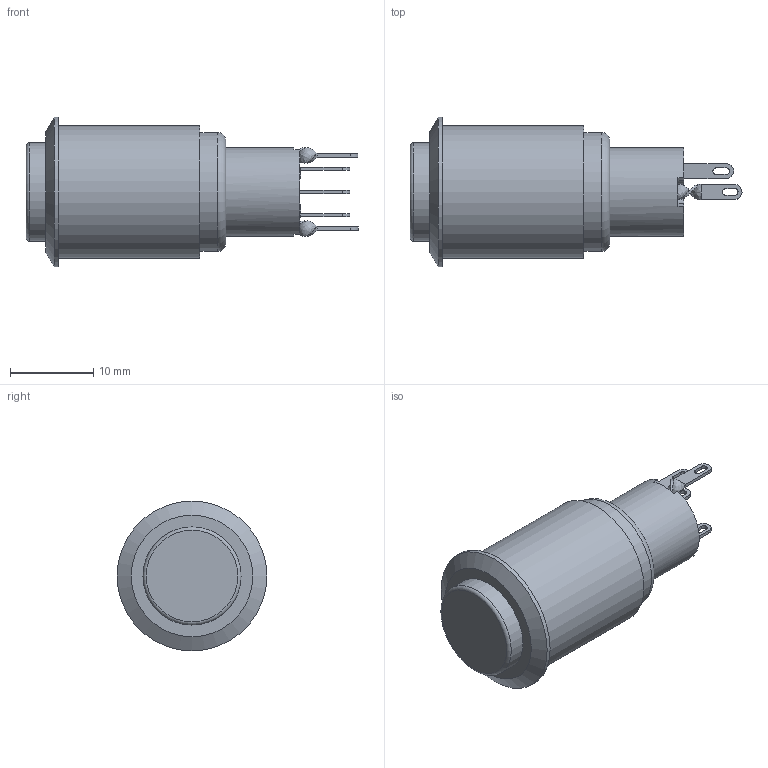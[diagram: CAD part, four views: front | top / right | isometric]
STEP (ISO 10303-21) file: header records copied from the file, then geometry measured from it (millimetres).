
FILE_DESCRIPTION((' '),'2;1');
FILE_NAME('PV3H2B0xx-2xx.stp','2017-07-28T14:15:07',(' '),(' '),' ','ACIS',' ');
FILE_SCHEMA(('CONFIG_CONTROL_DESIGN'));
Length unit declared in the file: inch
Products named in the file (1): PV3H2B0xx-2xx.stp
Bounding box: 39.9 x 18 x 18 mm (x, y, z)
Volume: 3839.1 mm3; surface area: 2876.8 mm2
Topology: 1 solids, 2 shells, 115 faces, 295 edges, 200 vertices
Faces by surface type: plane 79, cylinder 25, bspline 8, torus 2, cone 1
Full cylindrical faces by diameter (mm): 5 x1, 10.7 x1, 11.8 x2, 12 x1, 14.3 x1, 15.9 x1, 18 x1
Entity records: 3727 total; most frequent: CARTESIAN_POINT 852, ORIENTED_EDGE 556, DIRECTION 542, EDGE_CURVE 278, VECTOR 214, LINE 214, VERTEX_POINT 194, AXIS2_PLACEMENT_3D 164
